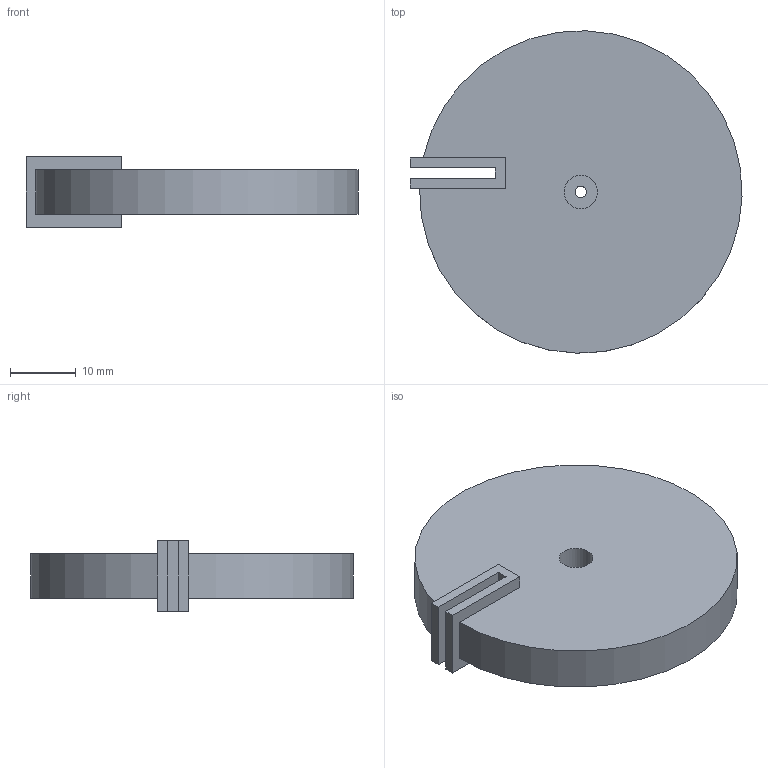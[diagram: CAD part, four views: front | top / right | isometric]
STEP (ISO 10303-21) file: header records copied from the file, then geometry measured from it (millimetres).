
FILE_DESCRIPTION(/* description */ (''),/* implementation_level */ '2;1');
FILE_NAME(/* name */ 'Paper holding thing_7 - 1.stp',/* time_stamp */ '2025-12-17T14:13:15+01:00',/* author */ ('Zenkner'),/* organization */ (''),/* preprocessor_version */ 'ST-DEVELOPER v19.2',/* originating_system */ 'Autodesk Inventor 2023',/* authorisation */ '');
FILE_SCHEMA (('AUTOMOTIVE_DESIGN { 1 0 10303 214 3 1 1 }','PROCESS_PLANNING_SCHEMA'));
Length unit declared in the file: millimetre
Products named in the file (1): Paper holding thing_3rd idea - Copy
Bounding box: 50.44 x 48.98 x 10.7 mm (x, y, z)
Volume: 12649 mm3; surface area: 5297.6 mm2
Topology: 1 solids, 1 shells, 17 faces, 59 edges, 64 vertices
Faces by surface type: plane 14, cylinder 3
Full cylindrical faces by diameter (mm): 1.75 x1, 5.1 x1
Entity records: 639 total; most frequent: CARTESIAN_POINT 124, DIRECTION 86, ORIENTED_EDGE 84, EDGE_CURVE 42, LINE 36, VECTOR 36, VERTEX_POINT 28, AXIS2_PLACEMENT_3D 25
